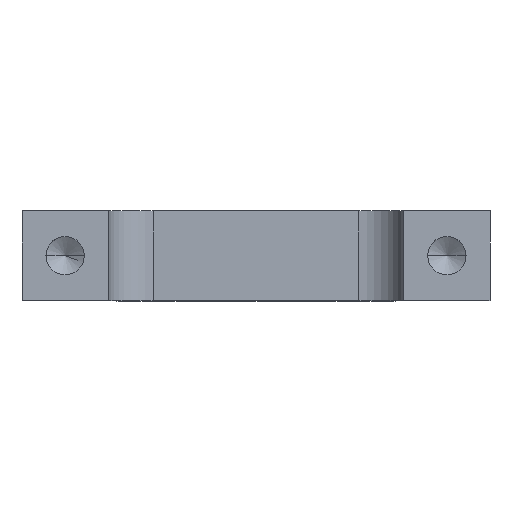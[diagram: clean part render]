
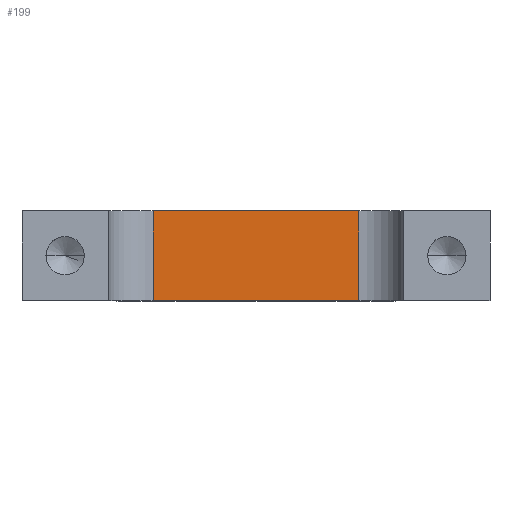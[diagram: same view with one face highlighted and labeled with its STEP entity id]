
A CAD part, top view. The second image highlights one B-rep face of the part: STEP entity #199.
In plain terms, the highlighted planar face has unit normal (0, 0, 1).
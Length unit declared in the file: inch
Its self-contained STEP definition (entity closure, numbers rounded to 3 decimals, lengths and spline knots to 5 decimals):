
#28 = PLANE ( 'NONE',  #485 ) ;
#144 = CARTESIAN_POINT ( 'NONE',  ( -0.2856, 0., 0.55 ) ) ;
#199 = ADVANCED_FACE ( 'NONE', ( #305 ), #28, .F. ) ;
#202 = CARTESIAN_POINT ( 'NONE',  ( -0.4106, 0.25, 0.55 ) ) ;
#274 = ORIENTED_EDGE ( 'NONE', *, *, #822, .F. ) ;
#305 = FACE_OUTER_BOUND ( 'NONE', #798, .T. ) ;
#369 = VECTOR ( 'NONE', #1575, 39.37008 ) ;
#411 = CARTESIAN_POINT ( 'NONE',  ( 0.2856, 0., 0.55 ) ) ;
#418 = LINE ( 'NONE', #1514, #369 ) ;
#421 = CARTESIAN_POINT ( 'NONE',  ( 0.2856, 0.25, 0.55 ) ) ;
#485 = AXIS2_PLACEMENT_3D ( 'NONE', #202, #1750, #1699 ) ;
#528 = EDGE_CURVE ( 'NONE', #706, #940, #418, .T. ) ;
#532 = VECTOR ( 'NONE', #1026, 39.37008 ) ;
#544 = ORIENTED_EDGE ( 'NONE', *, *, #1179, .T. ) ;
#622 = ORIENTED_EDGE ( 'NONE', *, *, #528, .T. ) ;
#658 = CARTESIAN_POINT ( 'NONE',  ( -0.4106, 0.25, 0.55 ) ) ;
#665 = DIRECTION ( 'NONE',  ( 1., 0., 0. ) ) ;
#672 = ORIENTED_EDGE ( 'NONE', *, *, #1252, .T. ) ;
#706 = VERTEX_POINT ( 'NONE', #1038 ) ;
#798 = EDGE_LOOP ( 'NONE', ( #672, #544, #274, #622 ) ) ;
#822 = EDGE_CURVE ( 'NONE', #706, #896, #931, .T. ) ;
#875 = LINE ( 'NONE', #1113, #532 ) ;
#896 = VERTEX_POINT ( 'NONE', #421 ) ;
#931 = LINE ( 'NONE', #658, #977 ) ;
#940 = VERTEX_POINT ( 'NONE', #144 ) ;
#977 = VECTOR ( 'NONE', #665, 39.37008 ) ;
#1026 = DIRECTION ( 'NONE',  ( 1., 0., 0. ) ) ;
#1038 = CARTESIAN_POINT ( 'NONE',  ( -0.2856, 0.25, 0.55 ) ) ;
#1113 = CARTESIAN_POINT ( 'NONE',  ( -0.4106, 0., 0.55 ) ) ;
#1179 = EDGE_CURVE ( 'NONE', #1613, #896, #1250, .T. ) ;
#1250 = LINE ( 'NONE', #1382, #1267 ) ;
#1252 = EDGE_CURVE ( 'NONE', #940, #1613, #875, .T. ) ;
#1267 = VECTOR ( 'NONE', #1400, 39.37008 ) ;
#1382 = CARTESIAN_POINT ( 'NONE',  ( 0.2856, 0.25, 0.55 ) ) ;
#1400 = DIRECTION ( 'NONE',  ( 0., 1., 0. ) ) ;
#1514 = CARTESIAN_POINT ( 'NONE',  ( -0.2856, 0., 0.55 ) ) ;
#1575 = DIRECTION ( 'NONE',  ( 0., -1., 0. ) ) ;
#1613 = VERTEX_POINT ( 'NONE', #411 ) ;
#1699 = DIRECTION ( 'NONE',  ( -1., 0., 0. ) ) ;
#1750 = DIRECTION ( 'NONE',  ( 0., 0., -1. ) ) ;
